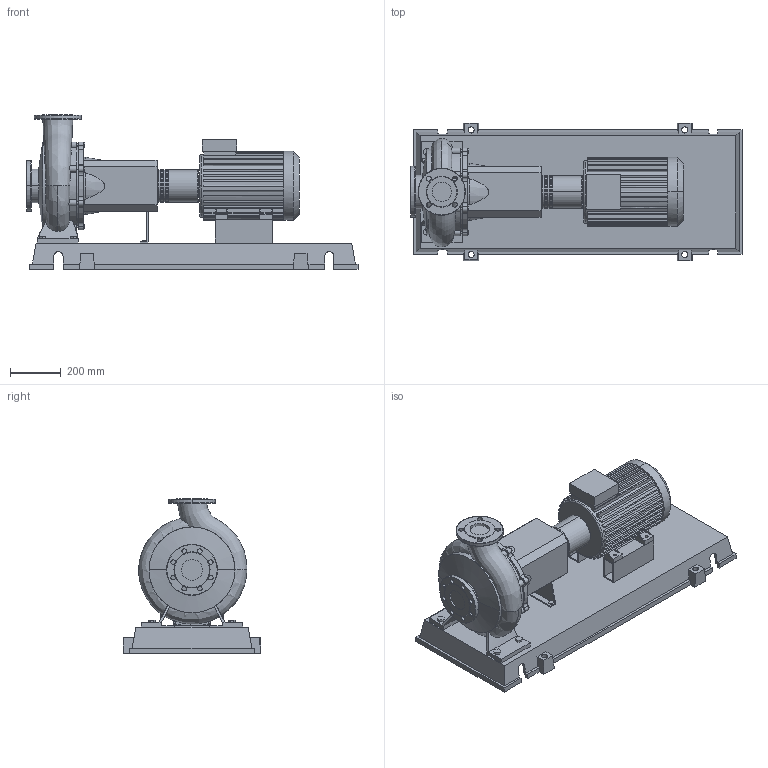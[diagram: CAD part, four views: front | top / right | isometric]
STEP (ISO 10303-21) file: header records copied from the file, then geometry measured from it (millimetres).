
FILE_DESCRIPTION((''),'2;1');
FILE_NAME('3d_NL65_315-7.5-4-05-4109210.stp','2015-03-03T07:50:07',(''),(''),'Mechanical Desktop 2009','Mechanical Desktop 2009',', , ');
FILE_SCHEMA(('CONFIG_CONTROL_DESIGN'));
Length unit declared in the file: millimetre
Products named in the file (1): Product
Bounding box: 1305 x 540 x 608 mm (x, y, z)
Volume: 66442642.2 mm3; surface area: 4169363.1 mm2
Topology: 13 solids, 13 shells, 845 faces, 2252 edges, 1481 vertices
Faces by surface type: plane 433, cylinder 209, bspline 181, cone 12, torus 10
Full cylindrical faces by diameter (mm): 337.5 x1
Entity records: 31061 total; most frequent: CARTESIAN_POINT 9965, ORIENTED_EDGE 4506, DIRECTION 4156, EDGE_CURVE 2253, VERTEX_POINT 1480, VECTOR 1448, LINE 1448, AXIS2_PLACEMENT_3D 1354
